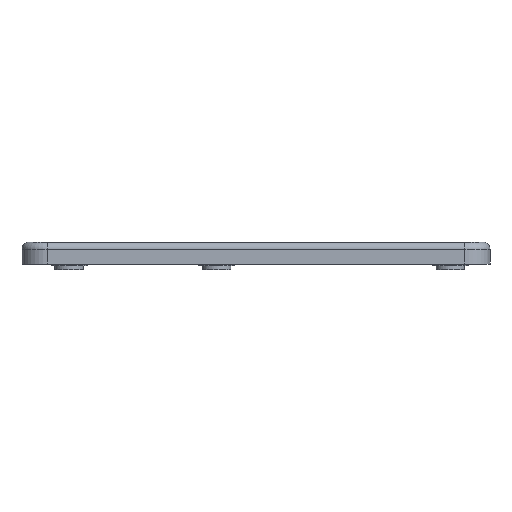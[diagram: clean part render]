
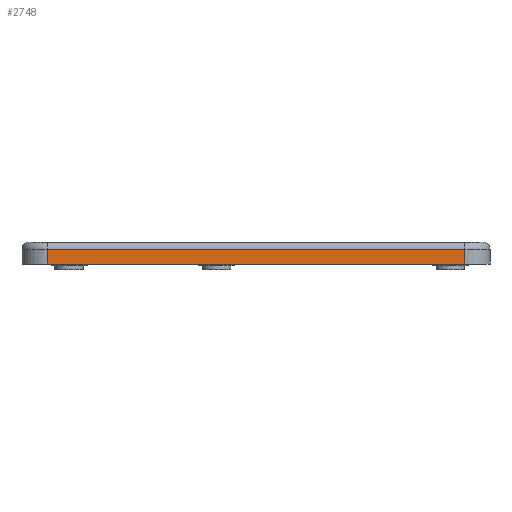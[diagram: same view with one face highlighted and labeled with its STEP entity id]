
A CAD part, left-side view. The second image highlights one B-rep face of the part: STEP entity #2748.
In plain terms, the highlighted planar face has unit normal (-1, 0, 0).
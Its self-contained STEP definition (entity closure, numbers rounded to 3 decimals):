
#75=PLANE('',#2947);
#184=FACE_OUTER_BOUND('',#364,.T.);
#364=EDGE_LOOP('',(#1976,#1977,#1978,#1979));
#566=LINE('',#4124,#823);
#606=LINE('',#4237,#863);
#607=LINE('',#4241,#864);
#608=LINE('',#4242,#865);
#823=VECTOR('',#3259,10.);
#863=VECTOR('',#3345,7.);
#864=VECTOR('',#3350,10.);
#865=VECTOR('',#3351,10.);
#1225=VERTEX_POINT('',#4114);
#1227=VERTEX_POINT('',#4120);
#1278=VERTEX_POINT('',#4236);
#1279=VERTEX_POINT('',#4240);
#1496=EDGE_CURVE('',#1225,#1227,#566,.T.);
#1552=EDGE_CURVE('',#1227,#1278,#606,.T.);
#1554=EDGE_CURVE('',#1225,#1279,#607,.T.);
#1555=EDGE_CURVE('',#1278,#1279,#608,.T.);
#1976=ORIENTED_EDGE('',*,*,#1496,.F.);
#1977=ORIENTED_EDGE('',*,*,#1554,.T.);
#1978=ORIENTED_EDGE('',*,*,#1555,.F.);
#1979=ORIENTED_EDGE('',*,*,#1552,.F.);
#2748=ADVANCED_FACE('',(#184),#75,.T.);
#2947=AXIS2_PLACEMENT_3D('',#4239,#3348,#3349);
#3259=DIRECTION('',(0.,-1.,0.));
#3345=DIRECTION('',(0.,0.,-1.));
#3348=DIRECTION('center_axis',(-1.,0.,0.));
#3349=DIRECTION('ref_axis',(0.,1.,0.));
#3350=DIRECTION('',(0.,0.,-1.));
#3351=DIRECTION('',(0.,1.,0.));
#4114=CARTESIAN_POINT('',(-109.,56.85,6.1));
#4120=CARTESIAN_POINT('',(-109.,-59.25,6.1));
#4124=CARTESIAN_POINT('',(-109.,-30.225,6.1));
#4236=CARTESIAN_POINT('',(-109.,-59.25,2.));
#4237=CARTESIAN_POINT('',(-109.,-59.25,3.));
#4239=CARTESIAN_POINT('Origin',(-109.,-59.25,3.));
#4240=CARTESIAN_POINT('',(-109.,56.85,2.));
#4241=CARTESIAN_POINT('',(-109.,56.85,3.));
#4242=CARTESIAN_POINT('',(-109.,27.825,2.));
